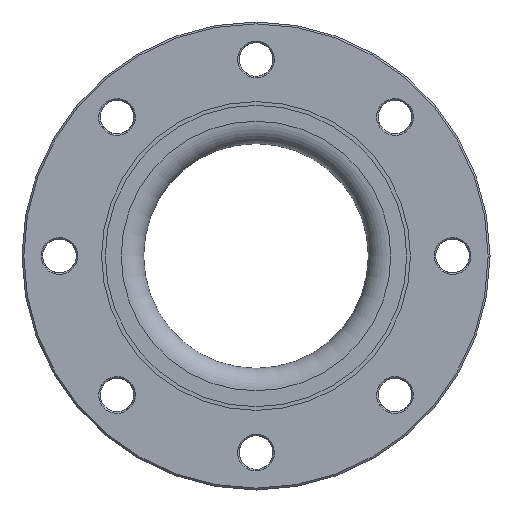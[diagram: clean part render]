
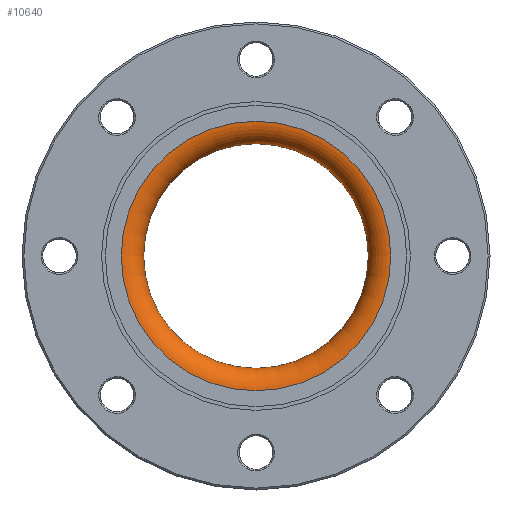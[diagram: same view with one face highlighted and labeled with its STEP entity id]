
A CAD part, left-side view. The second image highlights one B-rep face of the part: STEP entity #10640.
In plain terms, the highlighted toroidal (fillet/blend) face has major radius 72 mm and minor radius 12 mm.
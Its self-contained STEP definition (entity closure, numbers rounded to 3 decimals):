
#10137=CARTESIAN_POINT('',(-53.,0.,-60.));
#10138=VERTEX_POINT('',#10137);
#10148=CARTESIAN_POINT('',(-53.,-0.,60.));
#10149=VERTEX_POINT('',#10148);
#10150=CARTESIAN_POINT('',(-53.,0.,0.));
#10151=DIRECTION('',(-1.,0.,0.));
#10152=DIRECTION('',(0.,0.,1.));
#10153=AXIS2_PLACEMENT_3D('',#10150,#10151,#10152);
#10154=CIRCLE('',#10153,60.);
#10155=EDGE_CURVE('',#10138,#10149,#10154,.T.);
#10157=CARTESIAN_POINT('',(-53.,0.,0.));
#10158=DIRECTION('',(-1.,0.,0.));
#10159=DIRECTION('',(0.,0.,1.));
#10160=AXIS2_PLACEMENT_3D('',#10157,#10158,#10159);
#10161=CIRCLE('',#10160,60.);
#10162=EDGE_CURVE('',#10149,#10138,#10161,.T.);
#10172=CARTESIAN_POINT('',(-65.,-0.,72.));
#10173=VERTEX_POINT('',#10172);
#10174=CARTESIAN_POINT('',(-65.,0.,0.));
#10175=DIRECTION('',(1.,-0.,-0.));
#10176=DIRECTION('',(0.,0.,1.));
#10177=AXIS2_PLACEMENT_3D('',#10174,#10175,#10176);
#10178=CIRCLE('',#10177,72.);
#10179=EDGE_CURVE('',#10173,#10173,#10178,.T.);
#10622=CARTESIAN_POINT('',(-53.,0.,0.));
#10623=DIRECTION('',(-1.,0.,0.));
#10624=DIRECTION('',(0.,0.,1.));
#10625=AXIS2_PLACEMENT_3D('',#10622,#10623,#10624);
#10626=TOROIDAL_SURFACE('',#10625,72.,12.);
#10627=CARTESIAN_POINT('',(-53.,0.,72.));
#10628=DIRECTION('',(-0.,1.,-0.));
#10629=DIRECTION('',(0.,0.,1.));
#10630=AXIS2_PLACEMENT_3D('',#10627,#10628,#10629);
#10631=CIRCLE('',#10630,12.);
#10632=EDGE_CURVE('',#10149,#10173,#10631,.T.);
#10633=ORIENTED_EDGE('',*,*,#10632,.T.);
#10634=ORIENTED_EDGE('',*,*,#10179,.F.);
#10635=ORIENTED_EDGE('',*,*,#10632,.F.);
#10636=ORIENTED_EDGE('',*,*,#10155,.F.);
#10637=ORIENTED_EDGE('',*,*,#10162,.F.);
#10638=EDGE_LOOP('',(#10633,#10634,#10635,#10636,#10637));
#10639=FACE_BOUND('',#10638,.T.);
#10640=ADVANCED_FACE('',(#10639),#10626,.T.);
